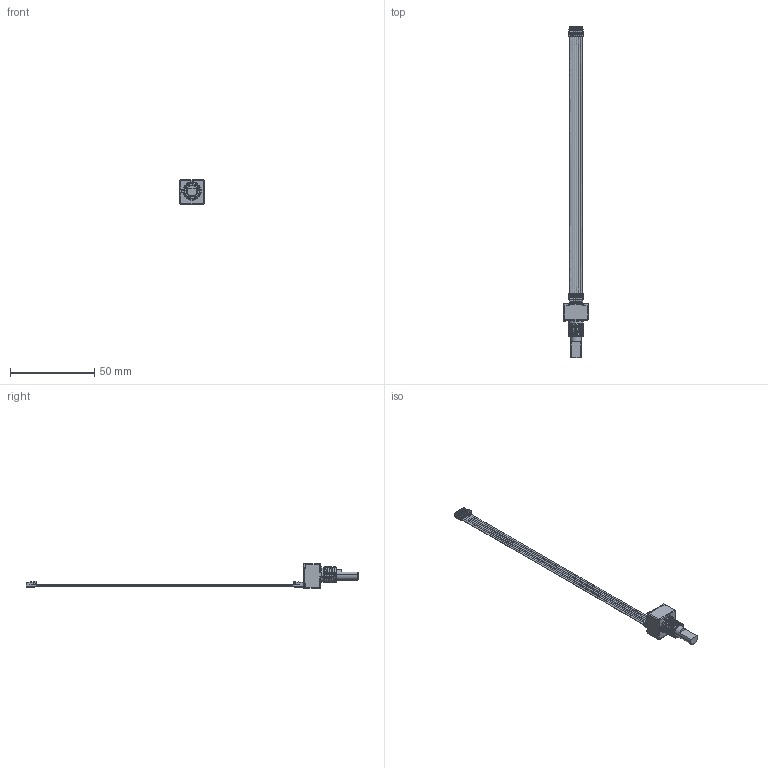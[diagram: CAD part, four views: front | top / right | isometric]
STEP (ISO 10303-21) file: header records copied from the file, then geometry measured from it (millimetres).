
FILE_DESCRIPTION((''),'2;1');
FILE_NAME('EM14A0D-C28-L232N_ASM','2020-02-13T14:27:41',('LUISC1'),(''),'CREO PARAMETRIC BY PTC INC, 2018050','CREO PARAMETRIC BY PTC INC, 2018050','');
FILE_SCHEMA(('CONFIG_CONTROL_DESIGN'));
Length unit declared in the file: inch
Products named in the file (21): 03756-813XX_HSG_COVERWELD_NOLUG; 03180-31002_2; 03756-813XX_ASICWELD_2_1; 03756-813XX_ASICWELD_2_2; 03756-813XX_ASICWELD_2_ASM; 03756-813XX_PPWELD_2_1; 03756-813XX_PPWELD_2_2; 03756-813XX_PPWELD_2_ASM; 03756-81301_ASM_1_ASM; 04826-01112_6; 03256-72102-MOLDED_AF0_1; 04916-32100-STRAIGHT_1; 04916-32100-STRAIGHT_AF0_1; 04916-32100-STRAIGHT_AF1_1; 04916-32100-STRAIGHT_AF2_1; EM14-L_PINSTYLE_AF0_ASM_1_ASM; 6X50_RIBBON_2; 545960610_CONNECTOR_1; 03201-34000_CABLE_ASSEMBLY_ASM__ASM; EM14A0D-C24-L008N_ASM_3_ASM; EM14A0D-C28-L232N_ASM
Assembly tree (23 placements, depth 5):
  EM14A0D-C28-L232N_ASM
    EM14A0D-C24-L008N_ASM_3_ASM
      03756-81301_ASM_1_ASM
        03756-813XX_HSG_COVERWELD_NOLUG
        03180-31002_2
        03756-813XX_ASICWELD_2_ASM
          03756-813XX_ASICWELD_2_1
          03756-813XX_ASICWELD_2_2
        03756-813XX_PPWELD_2_ASM
          03756-813XX_PPWELD_2_1
          03756-813XX_PPWELD_2_2
      04826-01112_6
      03256-72102-MOLDED_AF0_1
      EM14-L_PINSTYLE_AF0_ASM_1_ASM
        04916-32100-STRAIGHT_1  x3
        04916-32100-STRAIGHT_AF0_1
        04916-32100-STRAIGHT_AF1_1
        04916-32100-STRAIGHT_AF2_1
      03201-34000_CABLE_ASSEMBLY_ASM__ASM
        6X50_RIBBON_2
        545960610_CONNECTOR_1  x2
Bounding box: 14.25 x 196.66 x 14.76 mm (x, y, z)
Volume: 3145.7 mm3; surface area: 7069.3 mm2
Topology: 17 solids, 17 shells, 2974 faces, 8088 edges, 5186 vertices
Faces by surface type: plane 2224, cylinder 542, cone 67, bspline 49, sphere 48, extrusion 36, torus 8
Entity records: 76232 total; most frequent: CARTESIAN_POINT 20716, ORIENTED_EDGE 11704, DIRECTION 11271, EDGE_CURVE 5852, VECTOR 4341, LINE 4315, VERTEX_POINT 3778, AXIS2_PLACEMENT_3D 3465
